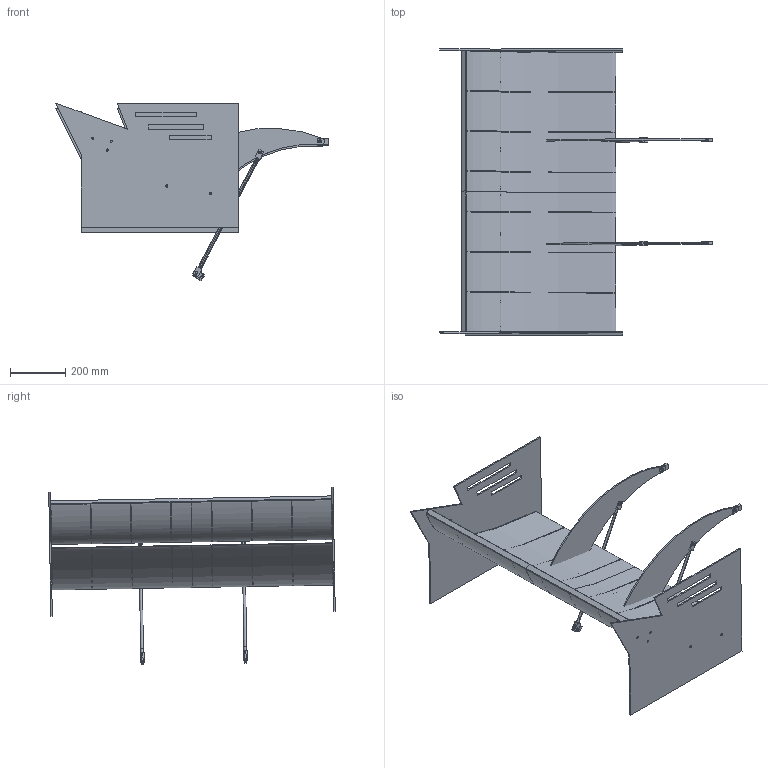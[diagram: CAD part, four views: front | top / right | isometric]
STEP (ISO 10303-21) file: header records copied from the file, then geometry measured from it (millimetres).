
FILE_DESCRIPTION(('CATIA V5 STEP Exchange'),'2;1');
FILE_NAME('rwing.stp','2018-12-29T10:08:49+00:00',('none'),('none'),'CATIA Version 5 Release 17 (IN-10)','CATIA V5 STEP AP203','none');
FILE_SCHEMA(('CONFIG_CONTROL_DESIGN'));
Length unit declared in the file: millimetre
Products named in the file (12): 2019model; rearwing; end; swanneck; rwingrod; rmain; Symmetry of end; Symmetry of rmain; rsub; Symmetry of rsub; Symmetry of swanneck; Symmetry of rwingrod
Assembly tree (57 placements, depth 5):
  2019model
    rearwing
      end
        #68
      swanneck
        #1132
        #2277
        rwingrod
          #2710  x2
          #3221
          #3390
      rmain
        #3820
        #6767  x4
        #8969  x2
        #9151
      Symmetry of end
        #9652
      Symmetry of rmain
        #10680
        #13627  x4
        #15829  x2
        #16011
      rsub
        #16512
        #19325  x4
        #21527  x2
        #21709
      Symmetry of rsub
        #21905
        #24718  x4
        #26920  x2
        #27102
      Symmetry of swanneck
        #27298
        #28443
        Symmetry of rwingrod
          #28876  x2
          #29387
          #29556
Bounding box: 986.95 x 1037.7 x 643.99 mm (x, y, z)
Volume: 5164091.9 mm3; surface area: 4845849.1 mm2
Topology: 48 solids, 48 shells, 490 faces, 1130 edges, 741 vertices
Faces by surface type: plane 252, cylinder 188, bspline 50
Entity records: 29890 total; most frequent: CARTESIAN_POINT 21782, ORIENTED_EDGE 1532, DIRECTION 1354, EDGE_CURVE 766, AXIS2_PLACEMENT_3D 560, VERTEX_POINT 504, VECTOR 450, LINE 450
